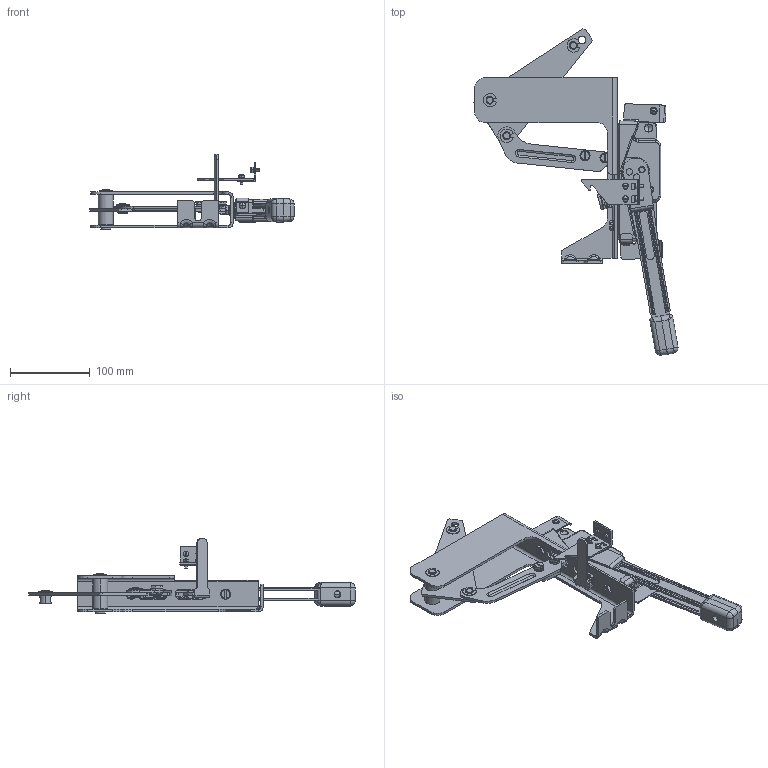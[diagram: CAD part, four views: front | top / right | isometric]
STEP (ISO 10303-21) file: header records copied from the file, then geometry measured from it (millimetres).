
FILE_DESCRIPTION((''),'2;1');
FILE_NAME('2200358146A_SW0001','2020-10-13T14:24:07',('INSIGUP1'),(''),'CREO PARAMETRIC BY PTC INC, 2019164','CREO PARAMETRIC BY PTC INC, 2019164','');
FILE_SCHEMA(('AUTOMOTIVE_DESIGN { 1 0 10303 214 1 1 1 1 }'));
Products named in the file (1): 2200358146A_SW0001
Bounding box: 256.62 x 410.46 x 95.34 mm (x, y, z)
Surface area: 209028.3 mm2 (no closed solid volume)
Topology: 0 solids, 9 shells, 2045 faces, 5419 edges, 3382 vertices
Faces by surface type: plane 956, cylinder 636, extrusion 129, torus 120, bspline 92, cone 64, sphere 48
Entity records: 94990 total; most frequent: CARTESIAN_POINT 23323, ORIENTED_EDGE 10589, DIRECTION 10081, PRESENTATION_STYLE_ASSIGNMENT 5895, EDGE_CURVE 5403, STYLED_ITEM 4981, CURVE_STYLE 4974, AXIS2_PLACEMENT_3D 3466
